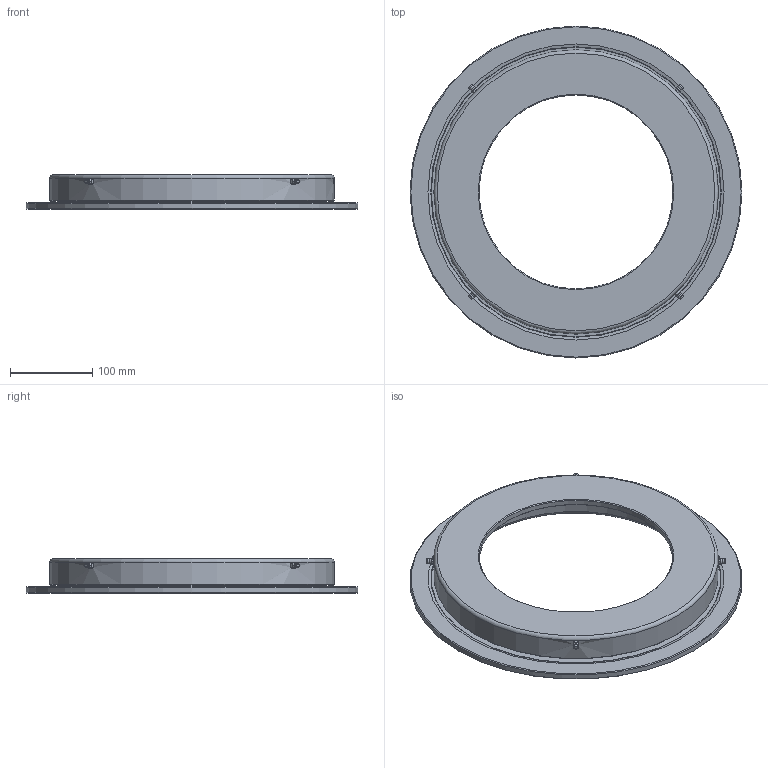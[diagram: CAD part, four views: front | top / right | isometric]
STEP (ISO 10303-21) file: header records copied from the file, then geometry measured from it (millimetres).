
FILE_DESCRIPTION(/* description */ (''),/* implementation_level */ '2;1');
FILE_NAME(/* name */ '310_16_0300_005_90_150m_A.stp',/* time_stamp */ '2013-01-22T14:33:06+01:00',/* author */ (''),/* organization */ (''),/* preprocessor_version */ 'ST-DEVELOPER v11',/* originating_system */ 'SIEMENS PLM Software NX 7.5',/* authorisation */ '');
FILE_SCHEMA (('AUTOMOTIVE_DESIGN { 1 0 10303 214 1 1 1 1 }'));
Length unit declared in the file: millimetre
Products named in the file (1): b66903BE0orr
Bounding box: 404 x 404 x 42 mm (x, y, z)
Volume: 1189784.1 mm3; surface area: 362287 mm2
Topology: 6 solids, 6 shells, 193 faces, 416 edges, 247 vertices
Faces by surface type: cone 90, plane 60, cylinder 21, torus 14, sphere 4, bspline 4
Full cylindrical faces by diameter (mm): 3.5 x4, 4.5 x2, 5.8 x4, 6 x4, 16.25 x1, 236 x1, 294 x1, 303.85 x1, 336.15 x1, 346 x1, 404 x1
Entity records: 5457 total; most frequent: CARTESIAN_POINT 1852, DIRECTION 696, ORIENTED_EDGE 636, AXIS2_PLACEMENT_3D 332, EDGE_CURVE 318, EDGE_LOOP 288, VERTEX_POINT 224, ADVANCED_FACE 193
